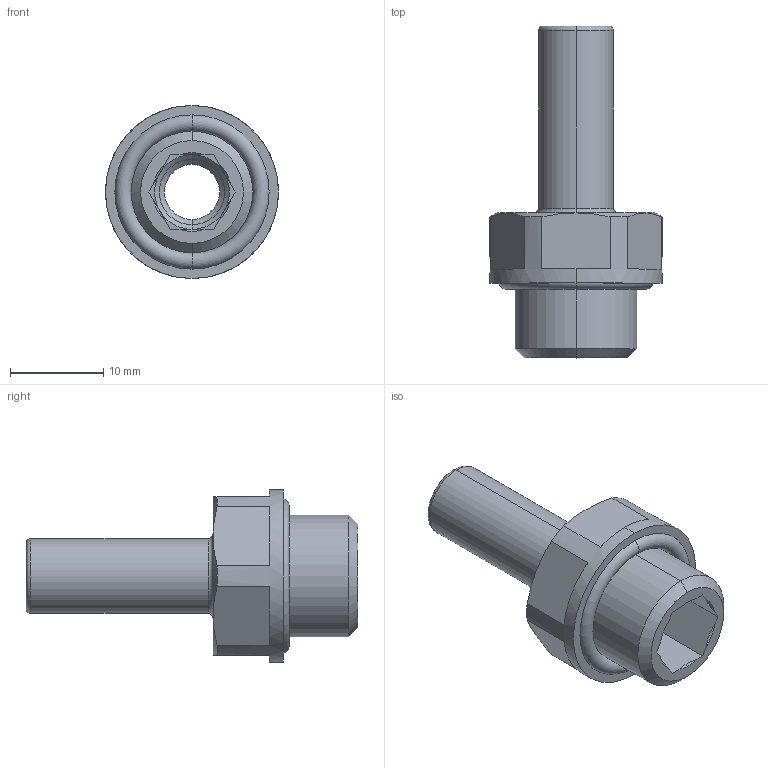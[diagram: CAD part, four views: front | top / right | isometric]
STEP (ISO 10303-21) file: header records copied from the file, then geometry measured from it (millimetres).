
FILE_DESCRIPTION (( 'STEP AP203' ), '1' );
FILE_NAME ('B0030042.STEP', '2011-03-16T16:19:21', ( '' ), ( 'sopra-pneumatic' ), 'SwSTEP 2.0', 'SolidWorks 2009', '' );
FILE_SCHEMA (( 'CONFIG_CONTROL_DESIGN' ));
Length unit declared in the file: millimetre
Products named in the file (1): B0030042
Bounding box: 18.5 x 35.5 x 18.5 mm (x, y, z)
Volume: 2697.9 mm3; surface area: 2793 mm2
Topology: 2 solids, 2 shells, 68 faces, 159 edges, 96 vertices
Faces by surface type: plane 29, cone 19, cylinder 12, torus 8
Entity records: 2064 total; most frequent: CARTESIAN_POINT 407, DIRECTION 351, ORIENTED_EDGE 318, EDGE_CURVE 159, AXIS2_PLACEMENT_3D 142, VERTEX_POINT 96, EDGE_LOOP 73, CIRCLE 73
